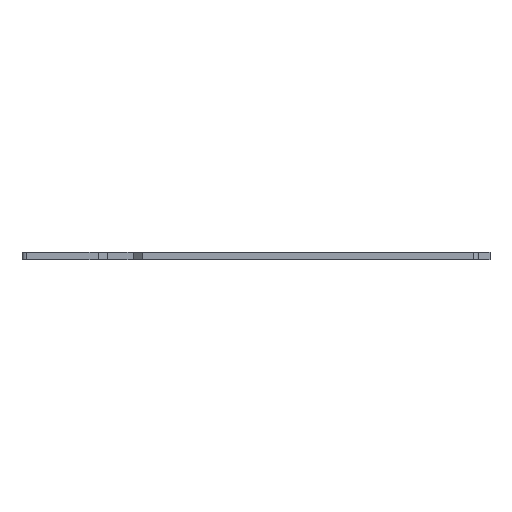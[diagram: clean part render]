
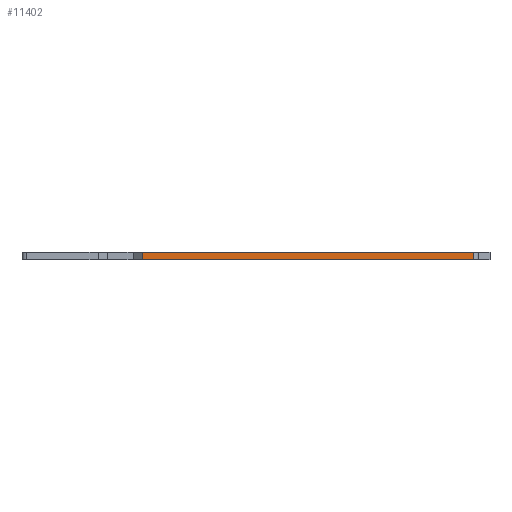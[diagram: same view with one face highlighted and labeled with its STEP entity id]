
A CAD part, front view. The second image highlights one B-rep face of the part: STEP entity #11402.
In plain terms, the highlighted planar face has unit normal (0, -1, 0).
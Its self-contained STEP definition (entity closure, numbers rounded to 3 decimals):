
#83 = PLANE('',#84);
#84 = AXIS2_PLACEMENT_3D('',#85,#86,#87);
#85 = CARTESIAN_POINT('',(147.501,-105.167,1.6));
#86 = DIRECTION('',(-0.,-0.,-1.));
#87 = DIRECTION('',(-1.,0.,0.));
#137 = PLANE('',#138);
#138 = AXIS2_PLACEMENT_3D('',#139,#140,#141);
#139 = CARTESIAN_POINT('',(147.501,-105.167,0.));
#140 = DIRECTION('',(-0.,-0.,-1.));
#141 = DIRECTION('',(-1.,0.,0.));
#737 = VERTEX_POINT('',#738);
#738 = CARTESIAN_POINT('',(195.761,-131.674,0.));
#757 = CYLINDRICAL_SURFACE('',#758,1.);
#758 = AXIS2_PLACEMENT_3D('',#759,#760,#761);
#759 = CARTESIAN_POINT('',(195.761,-130.674,0.));
#760 = DIRECTION('',(-0.,-0.,-1.));
#761 = DIRECTION('',(1.,0.,-0.));
#769 = EDGE_CURVE('',#737,#770,#772,.T.);
#770 = VERTEX_POINT('',#771);
#771 = CARTESIAN_POINT('',(123.863,-131.674,0.));
#772 = SURFACE_CURVE('',#773,(#777,#784),.PCURVE_S1.);
#773 = LINE('',#774,#775);
#774 = CARTESIAN_POINT('',(195.761,-131.674,0.));
#775 = VECTOR('',#776,1.);
#776 = DIRECTION('',(-1.,0.,0.));
#777 = PCURVE('',#137,#778);
#778 = DEFINITIONAL_REPRESENTATION('',(#779),#783);
#779 = LINE('',#780,#781);
#780 = CARTESIAN_POINT('',(-48.26,-26.507));
#781 = VECTOR('',#782,1.);
#782 = DIRECTION('',(1.,0.));
#783 = ( GEOMETRIC_REPRESENTATION_CONTEXT(2) 
PARAMETRIC_REPRESENTATION_CONTEXT() REPRESENTATION_CONTEXT('2D SPACE',''
  ) );
#784 = PCURVE('',#785,#790);
#785 = PLANE('',#786);
#786 = AXIS2_PLACEMENT_3D('',#787,#788,#789);
#787 = CARTESIAN_POINT('',(195.761,-131.674,0.));
#788 = DIRECTION('',(0.,-1.,0.));
#789 = DIRECTION('',(-1.,0.,0.));
#790 = DEFINITIONAL_REPRESENTATION('',(#791),#795);
#791 = LINE('',#792,#793);
#792 = CARTESIAN_POINT('',(0.,0.));
#793 = VECTOR('',#794,1.);
#794 = DIRECTION('',(1.,0.));
#795 = ( GEOMETRIC_REPRESENTATION_CONTEXT(2) 
PARAMETRIC_REPRESENTATION_CONTEXT() REPRESENTATION_CONTEXT('2D SPACE',''
  ) );
#813 = PLANE('',#814);
#814 = AXIS2_PLACEMENT_3D('',#815,#816,#817);
#815 = CARTESIAN_POINT('',(123.863,-131.674,0.));
#816 = DIRECTION('',(-0.707,-0.707,0.));
#817 = DIRECTION('',(-0.707,0.707,0.));
#6530 = VERTEX_POINT('',#6531);
#6531 = CARTESIAN_POINT('',(195.761,-131.674,1.6));
#6557 = EDGE_CURVE('',#6530,#6558,#6560,.T.);
#6558 = VERTEX_POINT('',#6559);
#6559 = CARTESIAN_POINT('',(123.863,-131.674,1.6));
#6560 = SURFACE_CURVE('',#6561,(#6565,#6572),.PCURVE_S1.);
#6561 = LINE('',#6562,#6563);
#6562 = CARTESIAN_POINT('',(195.761,-131.674,1.6));
#6563 = VECTOR('',#6564,1.);
#6564 = DIRECTION('',(-1.,0.,0.));
#6565 = PCURVE('',#83,#6566);
#6566 = DEFINITIONAL_REPRESENTATION('',(#6567),#6571);
#6567 = LINE('',#6568,#6569);
#6568 = CARTESIAN_POINT('',(-48.26,-26.507));
#6569 = VECTOR('',#6570,1.);
#6570 = DIRECTION('',(1.,0.));
#6571 = ( GEOMETRIC_REPRESENTATION_CONTEXT(2) 
PARAMETRIC_REPRESENTATION_CONTEXT() REPRESENTATION_CONTEXT('2D SPACE',''
  ) );
#6572 = PCURVE('',#785,#6573);
#6573 = DEFINITIONAL_REPRESENTATION('',(#6574),#6578);
#6574 = LINE('',#6575,#6576);
#6575 = CARTESIAN_POINT('',(0.,-1.6));
#6576 = VECTOR('',#6577,1.);
#6577 = DIRECTION('',(1.,0.));
#6578 = ( GEOMETRIC_REPRESENTATION_CONTEXT(2) 
PARAMETRIC_REPRESENTATION_CONTEXT() REPRESENTATION_CONTEXT('2D SPACE',''
  ) );
#11352 = EDGE_CURVE('',#770,#6558,#11353,.T.);
#11353 = SURFACE_CURVE('',#11354,(#11358,#11365),.PCURVE_S1.);
#11354 = LINE('',#11355,#11356);
#11355 = CARTESIAN_POINT('',(123.863,-131.674,0.));
#11356 = VECTOR('',#11357,1.);
#11357 = DIRECTION('',(0.,0.,1.));
#11358 = PCURVE('',#813,#11359);
#11359 = DEFINITIONAL_REPRESENTATION('',(#11360),#11364);
#11360 = LINE('',#11361,#11362);
#11361 = CARTESIAN_POINT('',(0.,0.));
#11362 = VECTOR('',#11363,1.);
#11363 = DIRECTION('',(0.,-1.));
#11364 = ( GEOMETRIC_REPRESENTATION_CONTEXT(2) 
PARAMETRIC_REPRESENTATION_CONTEXT() REPRESENTATION_CONTEXT('2D SPACE',''
  ) );
#11365 = PCURVE('',#785,#11366);
#11366 = DEFINITIONAL_REPRESENTATION('',(#11367),#11371);
#11367 = LINE('',#11368,#11369);
#11368 = CARTESIAN_POINT('',(71.898,0.));
#11369 = VECTOR('',#11370,1.);
#11370 = DIRECTION('',(0.,-1.));
#11371 = ( GEOMETRIC_REPRESENTATION_CONTEXT(2) 
PARAMETRIC_REPRESENTATION_CONTEXT() REPRESENTATION_CONTEXT('2D SPACE',''
  ) );
#11402 = ADVANCED_FACE('',(#11403),#785,.T.);
#11403 = FACE_BOUND('',#11404,.T.);
#11404 = EDGE_LOOP('',(#11405,#11426,#11427,#11428));
#11405 = ORIENTED_EDGE('',*,*,#11406,.T.);
#11406 = EDGE_CURVE('',#737,#6530,#11407,.T.);
#11407 = SURFACE_CURVE('',#11408,(#11412,#11419),.PCURVE_S1.);
#11408 = LINE('',#11409,#11410);
#11409 = CARTESIAN_POINT('',(195.761,-131.674,0.));
#11410 = VECTOR('',#11411,1.);
#11411 = DIRECTION('',(0.,0.,1.));
#11412 = PCURVE('',#785,#11413);
#11413 = DEFINITIONAL_REPRESENTATION('',(#11414),#11418);
#11414 = LINE('',#11415,#11416);
#11415 = CARTESIAN_POINT('',(0.,0.));
#11416 = VECTOR('',#11417,1.);
#11417 = DIRECTION('',(0.,-1.));
#11418 = ( GEOMETRIC_REPRESENTATION_CONTEXT(2) 
PARAMETRIC_REPRESENTATION_CONTEXT() REPRESENTATION_CONTEXT('2D SPACE',''
  ) );
#11419 = PCURVE('',#757,#11420);
#11420 = DEFINITIONAL_REPRESENTATION('',(#11421),#11425);
#11421 = LINE('',#11422,#11423);
#11422 = CARTESIAN_POINT('',(-4.712,0.));
#11423 = VECTOR('',#11424,1.);
#11424 = DIRECTION('',(-0.,-1.));
#11425 = ( GEOMETRIC_REPRESENTATION_CONTEXT(2) 
PARAMETRIC_REPRESENTATION_CONTEXT() REPRESENTATION_CONTEXT('2D SPACE',''
  ) );
#11426 = ORIENTED_EDGE('',*,*,#6557,.T.);
#11427 = ORIENTED_EDGE('',*,*,#11352,.F.);
#11428 = ORIENTED_EDGE('',*,*,#769,.F.);
